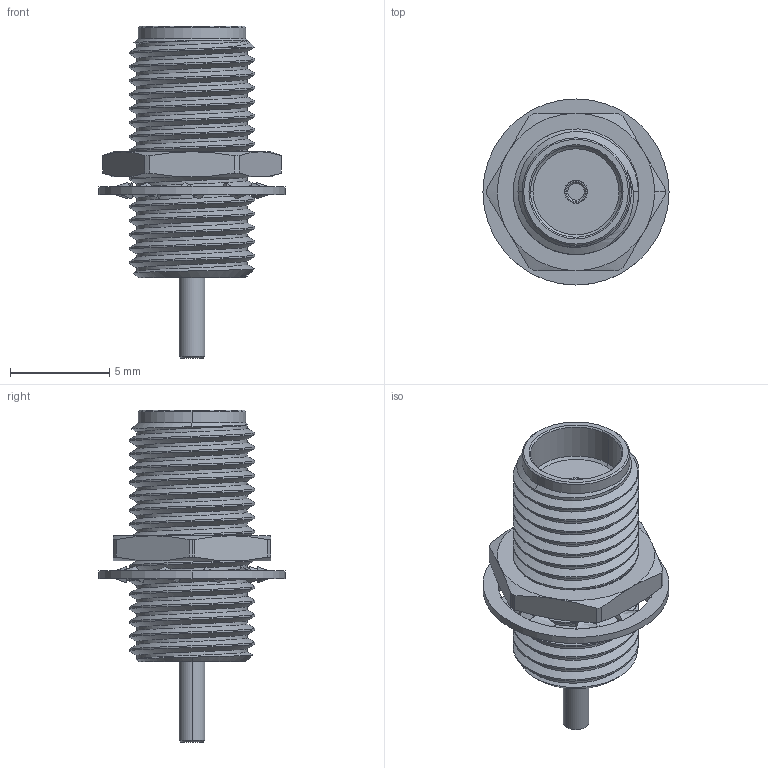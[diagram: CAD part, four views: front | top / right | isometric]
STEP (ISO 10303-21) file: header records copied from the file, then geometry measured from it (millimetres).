
FILE_DESCRIPTION (( 'STEP AP203' ), '1' );
FILE_NAME ('SC7118.step', '2018-12-14T22:28:16', ( '' ), ( '' ), 'SwSTEP 2.0', 'SolidWorks 2017', '' );
FILE_SCHEMA (( 'CONFIG_CONTROL_DESIGN' ));
Length unit declared in the file: inch
Products named in the file (1): SC7118
Bounding box: 9.4 x 9.4 x 16.76 mm (x, y, z)
Volume: 358.8 mm3; surface area: 702 mm2
Topology: 3 solids, 3 shells, 197 faces, 573 edges, 387 vertices
Faces by surface type: cylinder 70, cone 46, bspline 46, plane 35
Entity records: 9873 total; most frequent: CARTESIAN_POINT 5108, ORIENTED_EDGE 1146, DIRECTION 786, EDGE_CURVE 573, VERTEX_POINT 387, AXIS2_PLACEMENT_3D 297, EDGE_LOOP 206, FACE_OUTER_BOUND 197
